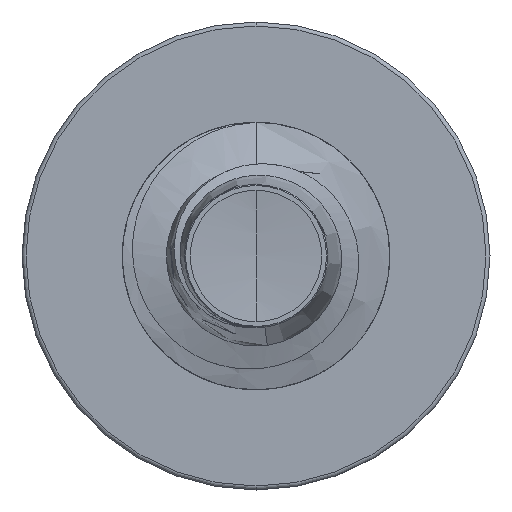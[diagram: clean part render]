
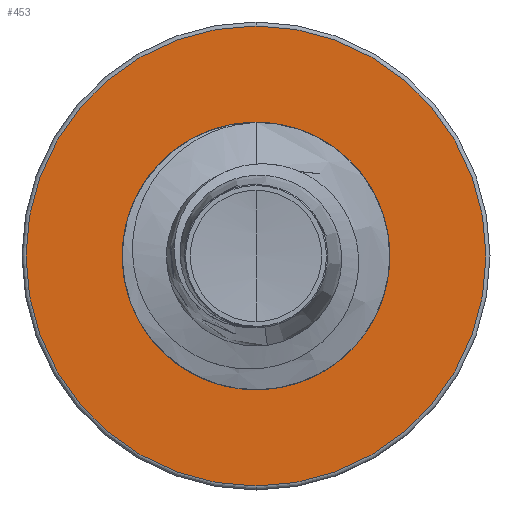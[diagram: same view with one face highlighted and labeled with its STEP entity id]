
A CAD part, front view. The second image highlights one B-rep face of the part: STEP entity #453.
In plain terms, the highlighted planar face has unit normal (0, -1, 0).
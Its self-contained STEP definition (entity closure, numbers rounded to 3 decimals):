
#99 = CARTESIAN_POINT ( 'NONE',  ( 0., 32.5, 0. ) ) ;
#453 = ADVANCED_FACE ( 'NONE', ( #25910, #515 ), #29866, .F. ) ;
#515 = FACE_BOUND ( 'NONE', #17141, .T. ) ;
#2930 = DIRECTION ( 'NONE',  ( 0., 0., 1. ) ) ;
#3467 = CARTESIAN_POINT ( 'NONE',  ( 0., 32.5, -2.842 ) ) ;
#5146 = CIRCLE ( 'NONE', #14407, 5.16 ) ;
#7860 = ORIENTED_EDGE ( 'NONE', *, *, #29605, .T. ) ;
#8018 = CIRCLE ( 'NONE', #25501, 2.842 ) ;
#9744 = EDGE_CURVE ( 'NONE', #11917, #22502, #5146, .T. ) ;
#9816 = DIRECTION ( 'NONE',  ( 0., 1., 0. ) ) ;
#9912 = DIRECTION ( 'NONE',  ( 0., 1., 0. ) ) ;
#10239 = CARTESIAN_POINT ( 'NONE',  ( 0., 32.5, 0. ) ) ;
#10560 = CARTESIAN_POINT ( 'NONE',  ( 0., 32.5, 2.842 ) ) ;
#11917 = VERTEX_POINT ( 'NONE', #29692 ) ;
#12747 = DIRECTION ( 'NONE',  ( 0., 0., 1. ) ) ;
#13687 = ORIENTED_EDGE ( 'NONE', *, *, #9744, .F. ) ;
#14407 = AXIS2_PLACEMENT_3D ( 'NONE', #23677, #9912, #25751 ) ;
#15806 = AXIS2_PLACEMENT_3D ( 'NONE', #99, #17731, #2930 ) ;
#17141 = EDGE_LOOP ( 'NONE', ( #25414, #7860 ) ) ;
#17731 = DIRECTION ( 'NONE',  ( 0., 1., 0. ) ) ;
#19076 = EDGE_LOOP ( 'NONE', ( #13687, #19732 ) ) ;
#19732 = ORIENTED_EDGE ( 'NONE', *, *, #27461, .F. ) ;
#19949 = AXIS2_PLACEMENT_3D ( 'NONE', #10239, #26015, #12747 ) ;
#20029 = CARTESIAN_POINT ( 'NONE',  ( 0., 32.5, -5.16 ) ) ;
#20539 = VERTEX_POINT ( 'NONE', #3467 ) ;
#21864 = CIRCLE ( 'NONE', #15806, 5.16 ) ;
#22502 = VERTEX_POINT ( 'NONE', #20029 ) ;
#23123 = AXIS2_PLACEMENT_3D ( 'NONE', #29846, #25813, #29917 ) ;
#23597 = CARTESIAN_POINT ( 'NONE',  ( 0., 32.5, 0. ) ) ;
#23677 = CARTESIAN_POINT ( 'NONE',  ( 0., 32.5, 0. ) ) ;
#24505 = EDGE_CURVE ( 'NONE', #24784, #20539, #27030, .T. ) ;
#24784 = VERTEX_POINT ( 'NONE', #10560 ) ;
#25414 = ORIENTED_EDGE ( 'NONE', *, *, #24505, .T. ) ;
#25501 = AXIS2_PLACEMENT_3D ( 'NONE', #23597, #9816, #25682 ) ;
#25682 = DIRECTION ( 'NONE',  ( 0., 0., 1. ) ) ;
#25751 = DIRECTION ( 'NONE',  ( 0., 0., 1. ) ) ;
#25813 = DIRECTION ( 'NONE',  ( 0., 1., 0. ) ) ;
#25910 = FACE_OUTER_BOUND ( 'NONE', #19076, .T. ) ;
#26015 = DIRECTION ( 'NONE',  ( 0., 1., 0. ) ) ;
#27030 = CIRCLE ( 'NONE', #19949, 2.842 ) ;
#27461 = EDGE_CURVE ( 'NONE', #22502, #11917, #21864, .T. ) ;
#29605 = EDGE_CURVE ( 'NONE', #20539, #24784, #8018, .T. ) ;
#29692 = CARTESIAN_POINT ( 'NONE',  ( 0., 32.5, 5.16 ) ) ;
#29846 = CARTESIAN_POINT ( 'NONE',  ( 0., 32.5, -2.842 ) ) ;
#29866 = PLANE ( 'NONE',  #23123 ) ;
#29917 = DIRECTION ( 'NONE',  ( 0., 0., 1. ) ) ;
